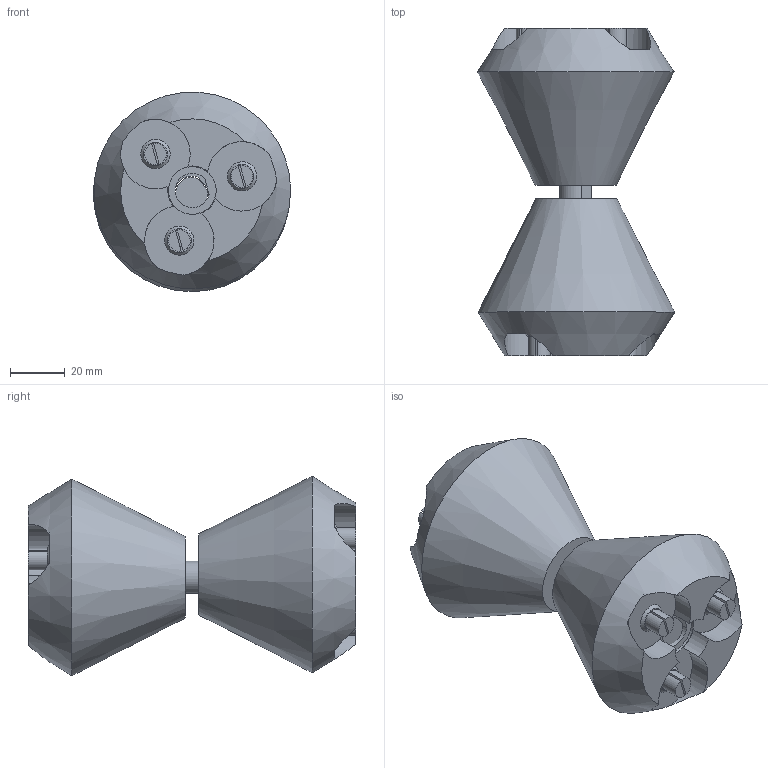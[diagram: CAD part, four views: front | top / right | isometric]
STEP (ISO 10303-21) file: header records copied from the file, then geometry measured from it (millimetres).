
FILE_DESCRIPTION(/* description */ (''),/* implementation_level */ '2;1');
FILE_NAME(/* name */ '004a9d96-f5f0-4ee1-9e20-7e5e8aff4b2a.stp',/* time_stamp */ '2017-01-13T17:10:42+00:00',/* author */ (''),/* organization */ (''),/* preprocessor_version */ 'ST-DEVELOPER v16.5',/* originating_system */ 'Autodesk Translation Framework v5.2.0.2920',/* authorisation */ '');
FILE_SCHEMA (('AUTOMOTIVE_DESIGN { 1 0 10303 214 3 1 1 }'));
Length unit declared in the file: millimetre
Products named in the file (1): Conical One Point Two v1
Bounding box: 72.38 x 120.2 x 73.15 mm (x, y, z)
Volume: 253297.7 mm3; surface area: 39245.1 mm2
Topology: 3 solids, 3 shells, 110 faces, 248 edges, 158 vertices
Faces by surface type: plane 55, cylinder 45, cone 10
Full cylindrical faces by diameter (mm): 17.5 x2
Entity records: 3135 total; most frequent: CARTESIAN_POINT 609, DIRECTION 562, ORIENTED_EDGE 468, EDGE_CURVE 234, AXIS2_PLACEMENT_3D 229, VERTEX_POINT 156, EDGE_LOOP 140, CIRCLE 118
